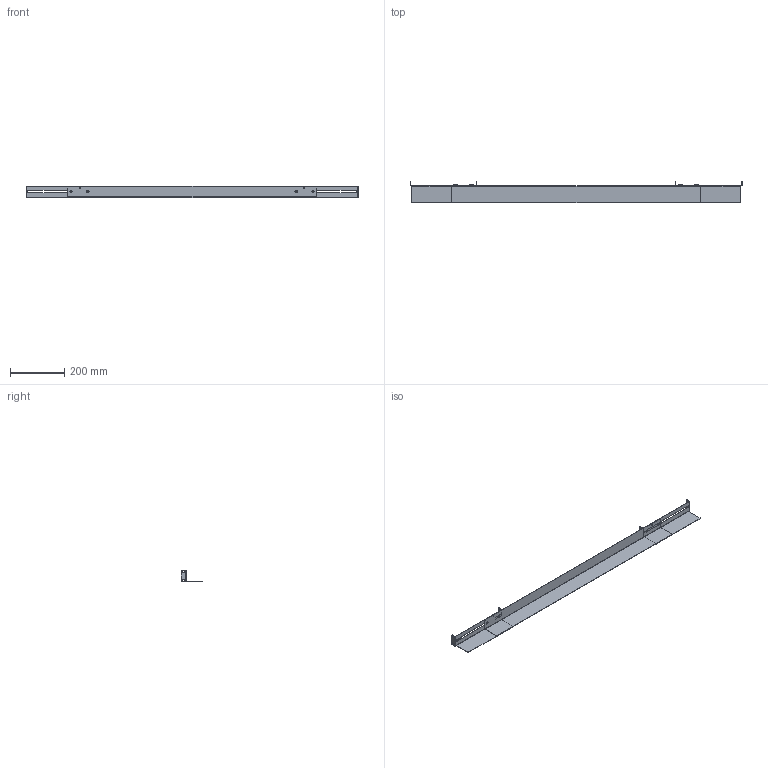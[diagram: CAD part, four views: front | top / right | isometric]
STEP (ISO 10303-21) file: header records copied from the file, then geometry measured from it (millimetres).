
FILE_DESCRIPTION (( 'STEP AP214' ), '1' );
FILE_NAME ('RAAB3648BK.STEP', '2020-11-11T14:33:05', ( '' ), ( '' ), 'SwSTEP 2.0', 'SolidWorks 2019', '' );
FILE_SCHEMA (( 'AUTOMOTIVE_DESIGN' ));
Length unit declared in the file: inch
Products named in the file (1): RAAB3648BK
Bounding box: 1222.1 x 79.83 x 43.64 mm (x, y, z)
Volume: 207326.4 mm3; surface area: 294051.5 mm2
Topology: 15 solids, 15 shells, 312 faces, 818 edges, 544 vertices
Faces by surface type: plane 188, cylinder 72, cone 36, bspline 16
Full cylindrical faces by diameter (mm): 4.039 x4, 4.763 x2, 7.036 x4, 7.144 x4
Entity records: 17290 total; most frequent: CARTESIAN_POINT 5721, ORIENTED_EDGE 1504, DIRECTION 1414, EDGE_CURVE 752, VERTEX_POINT 520, AXIS2_PLACEMENT_3D 501, LINE 412, VECTOR 412
